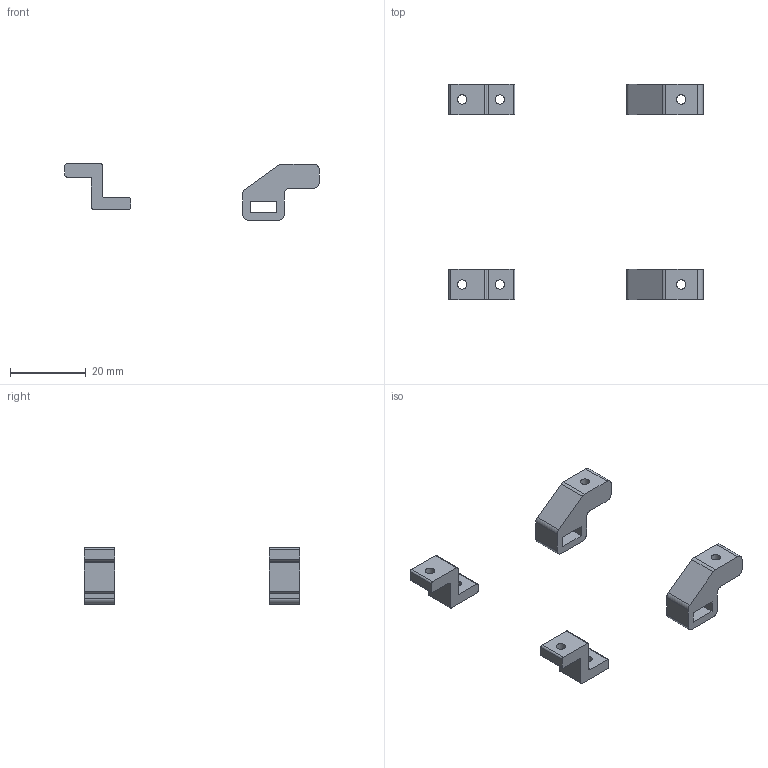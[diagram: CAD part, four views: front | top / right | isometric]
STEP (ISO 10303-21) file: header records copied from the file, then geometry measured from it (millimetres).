
FILE_DESCRIPTION(('FreeCAD Model'),'2;1');
FILE_NAME('ver3_holding_clamps_3dprint_Rpi.step','2019-03-30T23:32:28',('Anool') ,('Wyolum'),'Open CASCADE STEP processor 7.3','FreeCAD','Unknown');
FILE_SCHEMA(('AUTOMOTIVE_DESIGN { 1 0 10303 214 1 1 1 1 }'));
Length unit declared in the file: millimetre
Products named in the file (4): Body009_(Mirror_#6); Body009; Body010_(Mirror_#7); Body010
Bounding box: 67.32 x 57 x 14.93 mm (x, y, z)
Volume: 3825 mm3; surface area: 3360.5 mm2
Topology: 4 solids, 4 shells, 82 faces, 222 edges, 148 vertices
Faces by surface type: plane 46, cylinder 36
Full cylindrical faces by diameter (mm): 2.5 x6
Entity records: 2705 total; most frequent: DIRECTION 460, CARTESIAN_POINT 453, ORIENTED_EDGE 444, EDGE_CURVE 222, AXIS2_PLACEMENT_3D 155, LINE 150, VECTOR 150, VERTEX_POINT 148
